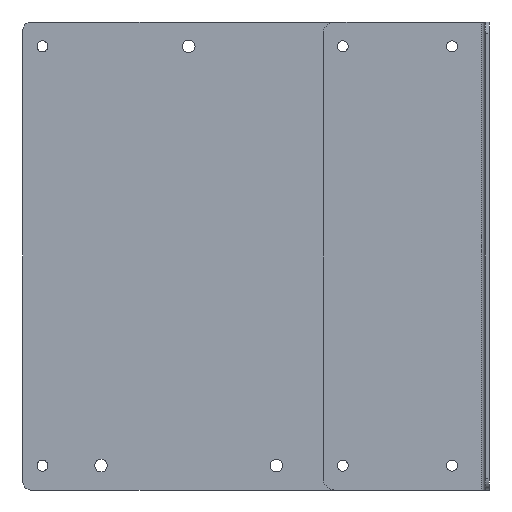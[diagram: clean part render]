
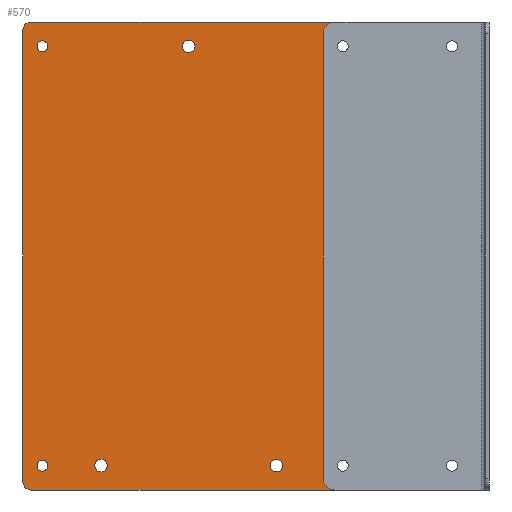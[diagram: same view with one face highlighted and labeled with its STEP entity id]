
A CAD part, front view. The second image highlights one B-rep face of the part: STEP entity #570.
In plain terms, the highlighted planar face has unit normal (0, -1, 0).
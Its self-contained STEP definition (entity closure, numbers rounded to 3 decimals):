
#33=CARTESIAN_POINT('',(-30.,0.,107.5));
#34=DIRECTION('',(0.,-1.,0.));
#35=DIRECTION('',(1.,0.,0.));
#36=AXIS2_PLACEMENT_3D('',#33,#34,#35);
#38=CARTESIAN_POINT('',(-30.,0.,107.5));
#39=DIRECTION('',(0.,-1.,0.));
#40=DIRECTION('',(-1.,0.,0.));
#41=AXIS2_PLACEMENT_3D('',#38,#39,#40);
#43=CARTESIAN_POINT('',(-75.,0.,-107.5));
#44=DIRECTION('',(0.,-1.,0.));
#45=DIRECTION('',(1.,0.,0.));
#46=AXIS2_PLACEMENT_3D('',#43,#44,#45);
#48=CARTESIAN_POINT('',(-75.,0.,-107.5));
#49=DIRECTION('',(0.,-1.,0.));
#50=DIRECTION('',(-1.,0.,0.));
#51=AXIS2_PLACEMENT_3D('',#48,#49,#50);
#53=CARTESIAN_POINT('',(15.,0.,-107.5));
#54=DIRECTION('',(0.,-1.,0.));
#55=DIRECTION('',(1.,0.,0.));
#56=AXIS2_PLACEMENT_3D('',#53,#54,#55);
#58=CARTESIAN_POINT('',(15.,0.,-107.5));
#59=DIRECTION('',(0.,-1.,0.));
#60=DIRECTION('',(-1.,0.,0.));
#61=AXIS2_PLACEMENT_3D('',#58,#59,#60);
#63=CARTESIAN_POINT('',(-105.,0.,107.5));
#64=DIRECTION('',(0.,-1.,0.));
#65=DIRECTION('',(1.,0.,0.));
#66=AXIS2_PLACEMENT_3D('',#63,#64,#65);
#68=CARTESIAN_POINT('',(-105.,0.,107.5));
#69=DIRECTION('',(0.,-1.,0.));
#70=DIRECTION('',(-1.,0.,0.));
#71=AXIS2_PLACEMENT_3D('',#68,#69,#70);
#73=CARTESIAN_POINT('',(-105.,0.,-107.5));
#74=DIRECTION('',(0.,-1.,0.));
#75=DIRECTION('',(1.,0.,0.));
#76=AXIS2_PLACEMENT_3D('',#73,#74,#75);
#78=CARTESIAN_POINT('',(-105.,0.,-107.5));
#79=DIRECTION('',(0.,-1.,0.));
#80=DIRECTION('',(-1.,0.,0.));
#81=AXIS2_PLACEMENT_3D('',#78,#79,#80);
#83=CARTESIAN_POINT('',(105.,0.,-107.5));
#84=DIRECTION('',(0.,-1.,0.));
#85=DIRECTION('',(1.,0.,0.));
#86=AXIS2_PLACEMENT_3D('',#83,#84,#85);
#88=CARTESIAN_POINT('',(105.,0.,-107.5));
#89=DIRECTION('',(0.,-1.,0.));
#90=DIRECTION('',(-1.,0.,0.));
#91=AXIS2_PLACEMENT_3D('',#88,#89,#90);
#93=CARTESIAN_POINT('',(105.,0.,107.5));
#94=DIRECTION('',(0.,-1.,0.));
#95=DIRECTION('',(1.,0.,0.));
#96=AXIS2_PLACEMENT_3D('',#93,#94,#95);
#98=CARTESIAN_POINT('',(105.,0.,107.5));
#99=DIRECTION('',(0.,-1.,0.));
#100=DIRECTION('',(-1.,0.,0.));
#101=AXIS2_PLACEMENT_3D('',#98,#99,#100);
#103=CARTESIAN_POINT('',(49.,0.,-107.5));
#104=DIRECTION('',(0.,-1.,0.));
#105=DIRECTION('',(1.,0.,0.));
#106=AXIS2_PLACEMENT_3D('',#103,#104,#105);
#108=CARTESIAN_POINT('',(49.,0.,-107.5));
#109=DIRECTION('',(0.,-1.,0.));
#110=DIRECTION('',(-1.,0.,0.));
#111=AXIS2_PLACEMENT_3D('',#108,#109,#110);
#113=CARTESIAN_POINT('',(49.,0.,107.5));
#114=DIRECTION('',(0.,-1.,0.));
#115=DIRECTION('',(1.,0.,0.));
#116=AXIS2_PLACEMENT_3D('',#113,#114,#115);
#118=CARTESIAN_POINT('',(49.,0.,107.5));
#119=DIRECTION('',(0.,-1.,0.));
#120=DIRECTION('',(-1.,0.,0.));
#121=AXIS2_PLACEMENT_3D('',#118,#119,#120);
#123=CARTESIAN_POINT('',(111.,0.,116.));
#124=DIRECTION('',(0.,-1.,0.));
#125=DIRECTION('',(1.,0.,0.));
#126=AXIS2_PLACEMENT_3D('',#123,#124,#125);
#128=DIRECTION('',(0.,0.,-1.));
#129=VECTOR('',#128,232.);
#130=CARTESIAN_POINT('',(115.,0.,116.));
#131=LINE('',#130,#129);
#132=CARTESIAN_POINT('',(111.,0.,-116.));
#133=DIRECTION('',(0.,-1.,0.));
#134=DIRECTION('',(0.,0.,-1.));
#135=AXIS2_PLACEMENT_3D('',#132,#133,#134);
#137=DIRECTION('',(-1.,0.,0.));
#138=VECTOR('',#137,222.);
#139=CARTESIAN_POINT('',(111.,0.,-120.));
#140=LINE('',#139,#138);
#141=CARTESIAN_POINT('',(-111.,0.,-116.));
#142=DIRECTION('',(0.,-1.,0.));
#143=DIRECTION('',(-1.,0.,0.));
#144=AXIS2_PLACEMENT_3D('',#141,#142,#143);
#146=DIRECTION('',(0.,0.,1.));
#147=VECTOR('',#146,232.);
#148=CARTESIAN_POINT('',(-115.,0.,-116.));
#149=LINE('',#148,#147);
#150=CARTESIAN_POINT('',(-111.,0.,116.));
#151=DIRECTION('',(0.,-1.,0.));
#152=DIRECTION('',(0.,0.,1.));
#153=AXIS2_PLACEMENT_3D('',#150,#151,#152);
#155=DIRECTION('',(1.,0.,0.));
#156=VECTOR('',#155,222.);
#157=CARTESIAN_POINT('',(-111.,0.,120.));
#158=LINE('',#157,#156);
#389=CARTESIAN_POINT('',(-26.75,0.,107.5));
#390=CARTESIAN_POINT('',(-33.25,0.,107.5));
#391=VERTEX_POINT('',#389);
#392=VERTEX_POINT('',#390);
#397=CARTESIAN_POINT('',(-71.75,0.,-107.5));
#398=CARTESIAN_POINT('',(-78.25,0.,-107.5));
#399=VERTEX_POINT('',#397);
#400=VERTEX_POINT('',#398);
#401=CARTESIAN_POINT('',(18.25,0.,-107.5));
#402=CARTESIAN_POINT('',(11.75,0.,-107.5));
#403=VERTEX_POINT('',#401);
#404=VERTEX_POINT('',#402);
#413=CARTESIAN_POINT('',(-102.2,0.,107.5));
#414=CARTESIAN_POINT('',(-107.8,0.,107.5));
#415=VERTEX_POINT('',#413);
#416=VERTEX_POINT('',#414);
#417=CARTESIAN_POINT('',(-102.2,0.,-107.5));
#418=CARTESIAN_POINT('',(-107.8,0.,-107.5));
#419=VERTEX_POINT('',#417);
#420=VERTEX_POINT('',#418);
#421=CARTESIAN_POINT('',(107.8,0.,-107.5));
#422=CARTESIAN_POINT('',(102.2,0.,-107.5));
#423=VERTEX_POINT('',#421);
#424=VERTEX_POINT('',#422);
#425=CARTESIAN_POINT('',(107.8,0.,107.5));
#426=CARTESIAN_POINT('',(102.2,0.,107.5));
#427=VERTEX_POINT('',#425);
#428=VERTEX_POINT('',#426);
#445=CARTESIAN_POINT('',(115.,0.,116.));
#446=CARTESIAN_POINT('',(111.,0.,120.));
#447=VERTEX_POINT('',#445);
#448=VERTEX_POINT('',#446);
#453=CARTESIAN_POINT('',(-111.,0.,120.));
#454=CARTESIAN_POINT('',(-115.,0.,116.));
#455=VERTEX_POINT('',#453);
#456=VERTEX_POINT('',#454);
#461=CARTESIAN_POINT('',(111.,0.,-120.));
#462=CARTESIAN_POINT('',(115.,0.,-116.));
#463=VERTEX_POINT('',#461);
#464=VERTEX_POINT('',#462);
#469=CARTESIAN_POINT('',(-115.,0.,-116.));
#470=VERTEX_POINT('',#469);
#473=CARTESIAN_POINT('',(-111.,0.,-120.));
#474=VERTEX_POINT('',#473);
#477=CARTESIAN_POINT('',(51.8,0.,-107.5));
#478=CARTESIAN_POINT('',(46.2,0.,-107.5));
#479=VERTEX_POINT('',#477);
#480=VERTEX_POINT('',#478);
#481=CARTESIAN_POINT('',(51.8,0.,107.5));
#482=CARTESIAN_POINT('',(46.2,0.,107.5));
#483=VERTEX_POINT('',#481);
#484=VERTEX_POINT('',#482);
#493=CARTESIAN_POINT('',(0.,0.,0.));
#494=DIRECTION('',(0.,1.,0.));
#495=DIRECTION('',(1.,0.,0.));
#496=AXIS2_PLACEMENT_3D('',#493,#494,#495);
#497=PLANE('',#496);
#499=ORIENTED_EDGE('',*,*,#498,.F.);
#501=ORIENTED_EDGE('',*,*,#500,.T.);
#503=ORIENTED_EDGE('',*,*,#502,.F.);
#505=ORIENTED_EDGE('',*,*,#504,.T.);
#507=ORIENTED_EDGE('',*,*,#506,.F.);
#509=ORIENTED_EDGE('',*,*,#508,.T.);
#511=ORIENTED_EDGE('',*,*,#510,.F.);
#513=ORIENTED_EDGE('',*,*,#512,.T.);
#514=EDGE_LOOP('',(#499,#501,#503,#505,#507,#509,#511,#513));
#515=FACE_OUTER_BOUND('',#514,.F.);
#517=ORIENTED_EDGE('',*,*,#516,.T.);
#519=ORIENTED_EDGE('',*,*,#518,.T.);
#520=EDGE_LOOP('',(#517,#519));
#521=FACE_BOUND('',#520,.F.);
#523=ORIENTED_EDGE('',*,*,#522,.T.);
#525=ORIENTED_EDGE('',*,*,#524,.T.);
#526=EDGE_LOOP('',(#523,#525));
#527=FACE_BOUND('',#526,.F.);
#529=ORIENTED_EDGE('',*,*,#528,.T.);
#531=ORIENTED_EDGE('',*,*,#530,.T.);
#532=EDGE_LOOP('',(#529,#531));
#533=FACE_BOUND('',#532,.F.);
#535=ORIENTED_EDGE('',*,*,#534,.T.);
#537=ORIENTED_EDGE('',*,*,#536,.T.);
#538=EDGE_LOOP('',(#535,#537));
#539=FACE_BOUND('',#538,.F.);
#541=ORIENTED_EDGE('',*,*,#540,.T.);
#543=ORIENTED_EDGE('',*,*,#542,.T.);
#544=EDGE_LOOP('',(#541,#543));
#545=FACE_BOUND('',#544,.F.);
#547=ORIENTED_EDGE('',*,*,#546,.T.);
#549=ORIENTED_EDGE('',*,*,#548,.T.);
#550=EDGE_LOOP('',(#547,#549));
#551=FACE_BOUND('',#550,.F.);
#553=ORIENTED_EDGE('',*,*,#552,.T.);
#555=ORIENTED_EDGE('',*,*,#554,.T.);
#556=EDGE_LOOP('',(#553,#555));
#557=FACE_BOUND('',#556,.F.);
#559=ORIENTED_EDGE('',*,*,#558,.T.);
#561=ORIENTED_EDGE('',*,*,#560,.T.);
#562=EDGE_LOOP('',(#559,#561));
#563=FACE_BOUND('',#562,.F.);
#565=ORIENTED_EDGE('',*,*,#564,.T.);
#567=ORIENTED_EDGE('',*,*,#566,.T.);
#568=EDGE_LOOP('',(#565,#567));
#569=FACE_BOUND('',#568,.F.);
#570=ADVANCED_FACE('',(#515,#521,#527,#533,#539,#545,#551,#557,#563,#569),#497,
.F.);
#37=CIRCLE('',#36,3.25);
#42=CIRCLE('',#41,3.25);
#47=CIRCLE('',#46,3.25);
#52=CIRCLE('',#51,3.25);
#57=CIRCLE('',#56,3.25);
#62=CIRCLE('',#61,3.25);
#67=CIRCLE('',#66,2.8);
#72=CIRCLE('',#71,2.8);
#77=CIRCLE('',#76,2.8);
#82=CIRCLE('',#81,2.8);
#87=CIRCLE('',#86,2.8);
#92=CIRCLE('',#91,2.8);
#97=CIRCLE('',#96,2.8);
#102=CIRCLE('',#101,2.8);
#107=CIRCLE('',#106,2.8);
#112=CIRCLE('',#111,2.8);
#117=CIRCLE('',#116,2.8);
#122=CIRCLE('',#121,2.8);
#127=CIRCLE('',#126,4.);
#136=CIRCLE('',#135,4.);
#145=CIRCLE('',#144,4.);
#154=CIRCLE('',#153,4.);
#498=EDGE_CURVE('',#447,#448,#127,.T.);
#500=EDGE_CURVE('',#447,#464,#131,.T.);
#502=EDGE_CURVE('',#463,#464,#136,.T.);
#504=EDGE_CURVE('',#463,#474,#140,.T.);
#506=EDGE_CURVE('',#470,#474,#145,.T.);
#508=EDGE_CURVE('',#470,#456,#149,.T.);
#510=EDGE_CURVE('',#455,#456,#154,.T.);
#512=EDGE_CURVE('',#455,#448,#158,.T.);
#516=EDGE_CURVE('',#399,#400,#47,.T.);
#518=EDGE_CURVE('',#400,#399,#52,.T.);
#522=EDGE_CURVE('',#403,#404,#57,.T.);
#524=EDGE_CURVE('',#404,#403,#62,.T.);
#528=EDGE_CURVE('',#415,#416,#67,.T.);
#530=EDGE_CURVE('',#416,#415,#72,.T.);
#534=EDGE_CURVE('',#419,#420,#77,.T.);
#536=EDGE_CURVE('',#420,#419,#82,.T.);
#540=EDGE_CURVE('',#423,#424,#87,.T.);
#542=EDGE_CURVE('',#424,#423,#92,.T.);
#546=EDGE_CURVE('',#427,#428,#97,.T.);
#548=EDGE_CURVE('',#428,#427,#102,.T.);
#552=EDGE_CURVE('',#479,#480,#107,.T.);
#554=EDGE_CURVE('',#480,#479,#112,.T.);
#558=EDGE_CURVE('',#483,#484,#117,.T.);
#560=EDGE_CURVE('',#484,#483,#122,.T.);
#564=EDGE_CURVE('',#391,#392,#37,.T.);
#566=EDGE_CURVE('',#392,#391,#42,.T.);
